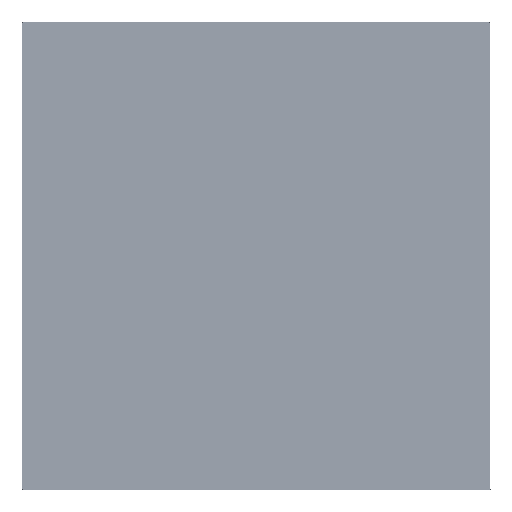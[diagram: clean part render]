
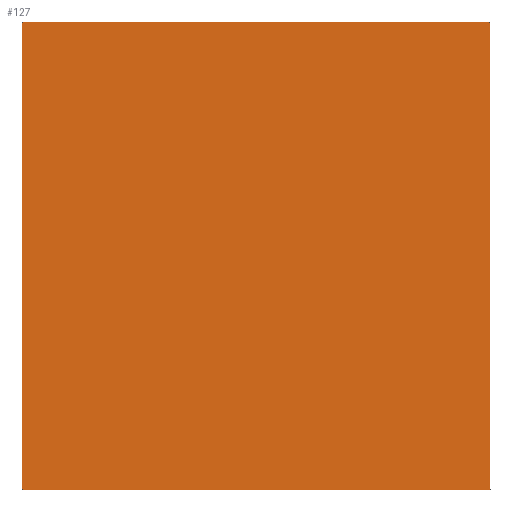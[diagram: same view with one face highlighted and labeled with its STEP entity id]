
A CAD part, top view. The second image highlights one B-rep face of the part: STEP entity #127.
In plain terms, the highlighted planar face has unit normal (0, 0, 1).
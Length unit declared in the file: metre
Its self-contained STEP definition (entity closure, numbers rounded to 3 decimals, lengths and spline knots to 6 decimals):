
#3 = CARTESIAN_POINT ( 'NONE',  ( -0.454545, -0.606061, 0.000001 ) ) ;
#7 = CARTESIAN_POINT ( 'NONE',  ( 0., 0., 0.000001 ) ) ;
#11 = VERTEX_POINT ( 'NONE', #35 ) ;
#12 = CARTESIAN_POINT ( 'NONE',  ( -0.454545, -0.606061, 0.000001 ) ) ;
#16 = CARTESIAN_POINT ( 'NONE',  ( -0.454545, 0.393939, 0.000001 ) ) ;
#32 = DIRECTION ( 'NONE',  ( -1., 0., 0. ) ) ;
#35 = CARTESIAN_POINT ( 'NONE',  ( 0.545455, 0.393939, 0.000001 ) ) ;
#39 = VECTOR ( 'NONE', #220, 1. ) ;
#52 = EDGE_CURVE ( 'NONE', #11, #197, #128, .T. ) ;
#53 = VECTOR ( 'NONE', #60, 1. ) ;
#60 = DIRECTION ( 'NONE',  ( 1., 0., 0. ) ) ;
#85 = VERTEX_POINT ( 'NONE', #16 ) ;
#88 = FACE_OUTER_BOUND ( 'NONE', #177, .T. ) ;
#105 = VERTEX_POINT ( 'NONE', #3 ) ;
#117 = EDGE_CURVE ( 'NONE', #85, #11, #191, .T. ) ;
#119 = VECTOR ( 'NONE', #223, 1. ) ;
#122 = LINE ( 'NONE', #141, #39 ) ;
#124 = ORIENTED_EDGE ( 'NONE', *, *, #117, .F. ) ;
#127 = ADVANCED_FACE ( 'NONE', ( #88 ), #202, .F. ) ;
#128 = LINE ( 'NONE', #186, #119 ) ;
#138 = CARTESIAN_POINT ( 'NONE',  ( 0.545455, -0.606061, 0.000001 ) ) ;
#140 = LINE ( 'NONE', #12, #232 ) ;
#141 = CARTESIAN_POINT ( 'NONE',  ( -0.454545, 0.393939, 0.000001 ) ) ;
#143 = EDGE_CURVE ( 'NONE', #105, #197, #140, .T. ) ;
#144 = ORIENTED_EDGE ( 'NONE', *, *, #52, .F. ) ;
#145 = CARTESIAN_POINT ( 'NONE',  ( -0.454545, 0.393939, 0.000001 ) ) ;
#157 = ORIENTED_EDGE ( 'NONE', *, *, #212, .T. ) ;
#177 = EDGE_LOOP ( 'NONE', ( #182, #144, #124, #157 ) ) ;
#182 = ORIENTED_EDGE ( 'NONE', *, *, #143, .T. ) ;
#186 = CARTESIAN_POINT ( 'NONE',  ( 0.545455, 0.393939, 0.000001 ) ) ;
#191 = LINE ( 'NONE', #145, #53 ) ;
#195 = AXIS2_PLACEMENT_3D ( 'NONE', #7, #233, #32 ) ;
#197 = VERTEX_POINT ( 'NONE', #138 ) ;
#198 = DIRECTION ( 'NONE',  ( 1., 0., 0. ) ) ;
#202 = PLANE ( 'NONE',  #195 ) ;
#212 = EDGE_CURVE ( 'NONE', #85, #105, #122, .T. ) ;
#220 = DIRECTION ( 'NONE',  ( 0., -1., 0. ) ) ;
#223 = DIRECTION ( 'NONE',  ( 0., -1., 0. ) ) ;
#232 = VECTOR ( 'NONE', #198, 1. ) ;
#233 = DIRECTION ( 'NONE',  ( 0., 0., -1. ) ) ;
